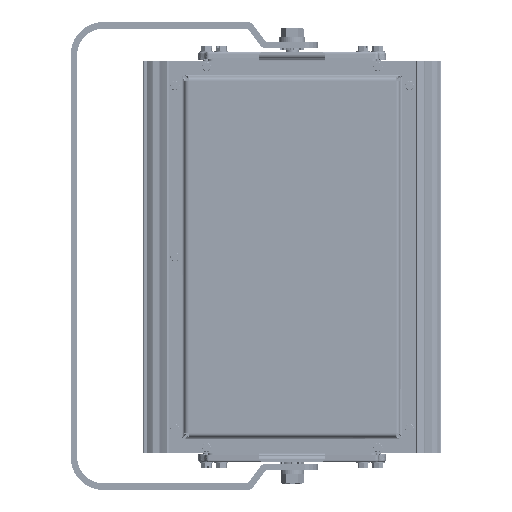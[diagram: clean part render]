
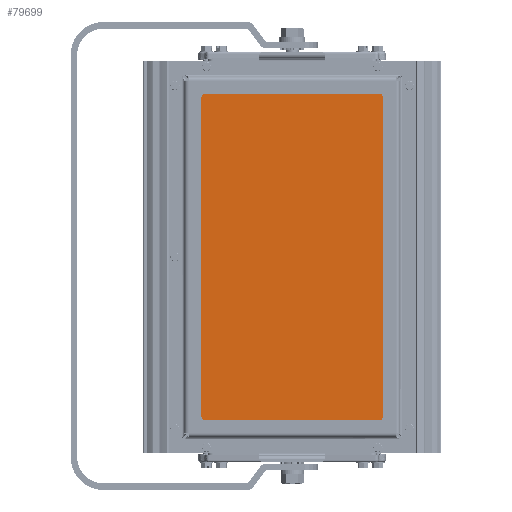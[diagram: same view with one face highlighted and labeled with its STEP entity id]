
A CAD part, front view. The second image highlights one B-rep face of the part: STEP entity #79699.
In plain terms, the highlighted face is planar.
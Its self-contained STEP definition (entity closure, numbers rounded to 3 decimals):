
#9567=LINE('',#121953,#15831);
#9568=LINE('',#121957,#15832);
#9569=LINE('',#121961,#15833);
#9570=LINE('',#121964,#15834);
#15831=VECTOR('',#95364,0.394);
#15832=VECTOR('',#95367,0.394);
#15833=VECTOR('',#95370,0.394);
#15834=VECTOR('',#95373,0.394);
#21462=PLANE('',#85439);
#23835=FACE_OUTER_BOUND('',#28474,.T.);
#28474=EDGE_LOOP('',(#58696,#58697,#58698,#58699,#58700,#58701,#58702,#58703));
#33287=CIRCLE('',#85438,0.25);
#33288=CIRCLE('',#85440,0.25);
#33289=CIRCLE('',#85441,0.25);
#33290=CIRCLE('',#85442,0.25);
#36835=VERTEX_POINT('',#121946);
#36836=VERTEX_POINT('',#121948);
#36837=VERTEX_POINT('',#121952);
#36838=VERTEX_POINT('',#121954);
#36839=VERTEX_POINT('',#121956);
#36840=VERTEX_POINT('',#121958);
#36841=VERTEX_POINT('',#121960);
#36842=VERTEX_POINT('',#121962);
#45012=EDGE_CURVE('',#36835,#36836,#33287,.T.);
#45014=EDGE_CURVE('',#36837,#36835,#9567,.T.);
#45015=EDGE_CURVE('',#36838,#36837,#33288,.T.);
#45016=EDGE_CURVE('',#36839,#36838,#9568,.T.);
#45017=EDGE_CURVE('',#36840,#36839,#33289,.T.);
#45018=EDGE_CURVE('',#36841,#36840,#9569,.T.);
#45019=EDGE_CURVE('',#36842,#36841,#33290,.T.);
#45020=EDGE_CURVE('',#36836,#36842,#9570,.T.);
#58696=ORIENTED_EDGE('',*,*,#45012,.F.);
#58697=ORIENTED_EDGE('',*,*,#45014,.F.);
#58698=ORIENTED_EDGE('',*,*,#45015,.F.);
#58699=ORIENTED_EDGE('',*,*,#45016,.F.);
#58700=ORIENTED_EDGE('',*,*,#45017,.F.);
#58701=ORIENTED_EDGE('',*,*,#45018,.F.);
#58702=ORIENTED_EDGE('',*,*,#45019,.F.);
#58703=ORIENTED_EDGE('',*,*,#45020,.F.);
#79699=ADVANCED_FACE('',(#23835),#21462,.F.);
#85438=AXIS2_PLACEMENT_3D('',#121949,#95359,#95360);
#85439=AXIS2_PLACEMENT_3D('',#121951,#95362,#95363);
#85440=AXIS2_PLACEMENT_3D('',#121955,#95365,#95366);
#85441=AXIS2_PLACEMENT_3D('',#121959,#95368,#95369);
#85442=AXIS2_PLACEMENT_3D('',#121963,#95371,#95372);
#95359=DIRECTION('center_axis',(0.,0.,1.));
#95360=DIRECTION('ref_axis',(0.707,-0.707,0.));
#95362=DIRECTION('center_axis',(0.,0.,1.));
#95363=DIRECTION('ref_axis',(1.,0.,0.));
#95364=DIRECTION('',(1.,0.,0.));
#95365=DIRECTION('center_axis',(0.,0.,1.));
#95366=DIRECTION('ref_axis',(-0.707,-0.707,0.));
#95367=DIRECTION('',(0.,-1.,0.));
#95368=DIRECTION('center_axis',(0.,0.,1.));
#95369=DIRECTION('ref_axis',(-0.707,0.707,0.));
#95370=DIRECTION('',(-1.,0.,0.));
#95371=DIRECTION('center_axis',(0.,0.,1.));
#95372=DIRECTION('ref_axis',(0.707,0.707,0.));
#95373=DIRECTION('',(0.,1.,0.));
#121946=CARTESIAN_POINT('',(3.666,-6.666,0.));
#121948=CARTESIAN_POINT('',(3.916,-6.416,0.));
#121949=CARTESIAN_POINT('Origin',(3.666,-6.416,0.));
#121951=CARTESIAN_POINT('Origin',(0.,0.,0.));
#121952=CARTESIAN_POINT('',(-3.666,-6.666,0.));
#121953=CARTESIAN_POINT('',(-3.916,-6.666,0.));
#121954=CARTESIAN_POINT('',(-3.916,-6.416,0.));
#121955=CARTESIAN_POINT('Origin',(-3.666,-6.416,0.));
#121956=CARTESIAN_POINT('',(-3.916,6.416,0.));
#121957=CARTESIAN_POINT('',(-3.916,6.666,0.));
#121958=CARTESIAN_POINT('',(-3.666,6.666,0.));
#121959=CARTESIAN_POINT('Origin',(-3.666,6.416,0.));
#121960=CARTESIAN_POINT('',(3.666,6.666,0.));
#121961=CARTESIAN_POINT('',(3.916,6.666,0.));
#121962=CARTESIAN_POINT('',(3.916,6.416,0.));
#121963=CARTESIAN_POINT('Origin',(3.666,6.416,0.));
#121964=CARTESIAN_POINT('',(3.916,-6.666,0.));
